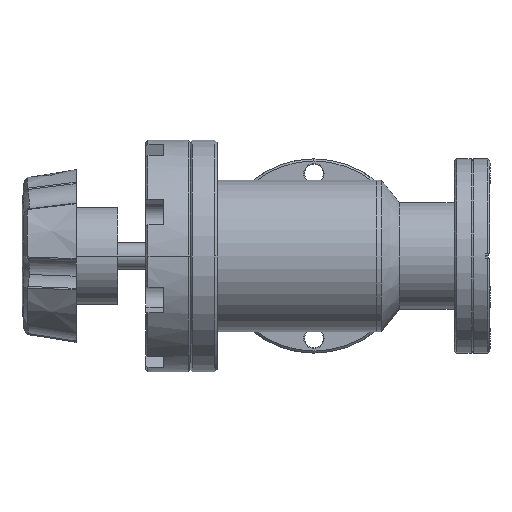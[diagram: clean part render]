
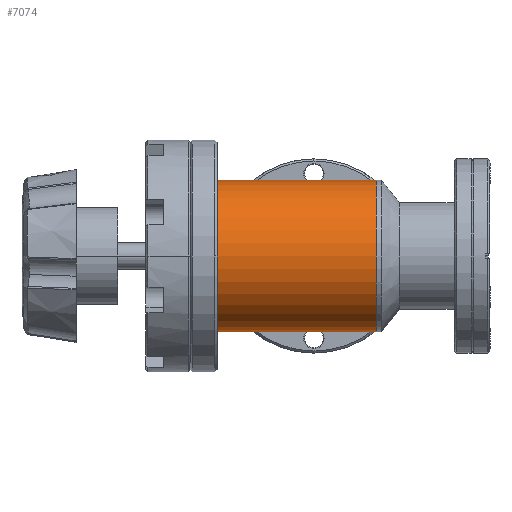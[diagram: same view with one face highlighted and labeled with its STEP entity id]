
A CAD part, front view. The second image highlights one B-rep face of the part: STEP entity #7074.
In plain terms, the highlighted cylindrical face has radius 26.988 mm (diameter 53.975 mm), a partial arc.
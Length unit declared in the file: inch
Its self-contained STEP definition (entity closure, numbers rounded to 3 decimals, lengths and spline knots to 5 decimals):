
#1096 = EDGE_LOOP ( 'NONE', ( #8638, #15442, #10452, #9396 ) ) ;
#1360 = VERTEX_POINT ( 'NONE', #8699 ) ;
#1430 = FACE_OUTER_BOUND ( 'NONE', #1096, .T. ) ;
#2623 = VECTOR ( 'NONE', #12335, 39.37008 ) ;
#3442 = AXIS2_PLACEMENT_3D ( 'NONE', #12201, #4360, #13521 ) ;
#3453 = CIRCLE ( 'NONE', #3442, 1.0625 ) ;
#3952 = EDGE_CURVE ( 'NONE', #16341, #9352, #6128, .T. ) ;
#3983 = EDGE_CURVE ( 'NONE', #15959, #1360, #17005, .T. ) ;
#4360 = DIRECTION ( 'NONE',  ( 1., 0., 0. ) ) ;
#4367 = CARTESIAN_POINT ( 'NONE',  ( 2.297, 0., 0. ) ) ;
#5527 = DIRECTION ( 'NONE',  ( 0., 0., 1. ) ) ;
#6128 = LINE ( 'NONE', #14932, #2623 ) ;
#6868 = CARTESIAN_POINT ( 'NONE',  ( 2.297, 0., -1.0625 ) ) ;
#6949 = CARTESIAN_POINT ( 'NONE',  ( 2.297, 0., 1.0625 ) ) ;
#7074 = ADVANCED_FACE ( 'NONE', ( #1430 ), #7650, .T. ) ;
#7127 = EDGE_CURVE ( 'NONE', #16341, #15959, #14179, .T. ) ;
#7153 = CARTESIAN_POINT ( 'NONE',  ( 2.297, 0., 0. ) ) ;
#7603 = AXIS2_PLACEMENT_3D ( 'NONE', #7153, #16273, #8475 ) ;
#7650 = CYLINDRICAL_SURFACE ( 'NONE', #10208, 1.0625 ) ;
#8151 = CARTESIAN_POINT ( 'NONE',  ( 0.02, 0., -1.0625 ) ) ;
#8475 = DIRECTION ( 'NONE',  ( 0., 0., 1. ) ) ;
#8638 = ORIENTED_EDGE ( 'NONE', *, *, #3952, .F. ) ;
#8699 = CARTESIAN_POINT ( 'NONE',  ( 0.02, 0., 1.0625 ) ) ;
#9352 = VERTEX_POINT ( 'NONE', #8151 ) ;
#9396 = ORIENTED_EDGE ( 'NONE', *, *, #14254, .T. ) ;
#10208 = AXIS2_PLACEMENT_3D ( 'NONE', #4367, #13530, #5527 ) ;
#10452 = ORIENTED_EDGE ( 'NONE', *, *, #3983, .T. ) ;
#12201 = CARTESIAN_POINT ( 'NONE',  ( 0.02, 0., 0. ) ) ;
#12335 = DIRECTION ( 'NONE',  ( -1., 0., 0. ) ) ;
#12655 = DIRECTION ( 'NONE',  ( -1., 0., 0. ) ) ;
#13521 = DIRECTION ( 'NONE',  ( 0., 0., 1. ) ) ;
#13530 = DIRECTION ( 'NONE',  ( -1., 0., 0. ) ) ;
#14179 = CIRCLE ( 'NONE', #7603, 1.0625 ) ;
#14254 = EDGE_CURVE ( 'NONE', #1360, #9352, #3453, .T. ) ;
#14932 = CARTESIAN_POINT ( 'NONE',  ( 2.297, 0., -1.0625 ) ) ;
#15442 = ORIENTED_EDGE ( 'NONE', *, *, #7127, .T. ) ;
#15959 = VERTEX_POINT ( 'NONE', #6949 ) ;
#16171 = VECTOR ( 'NONE', #12655, 39.37008 ) ;
#16273 = DIRECTION ( 'NONE',  ( -1., 0., 0. ) ) ;
#16292 = CARTESIAN_POINT ( 'NONE',  ( 2.297, 0., 1.0625 ) ) ;
#16341 = VERTEX_POINT ( 'NONE', #6868 ) ;
#17005 = LINE ( 'NONE', #16292, #16171 ) ;
